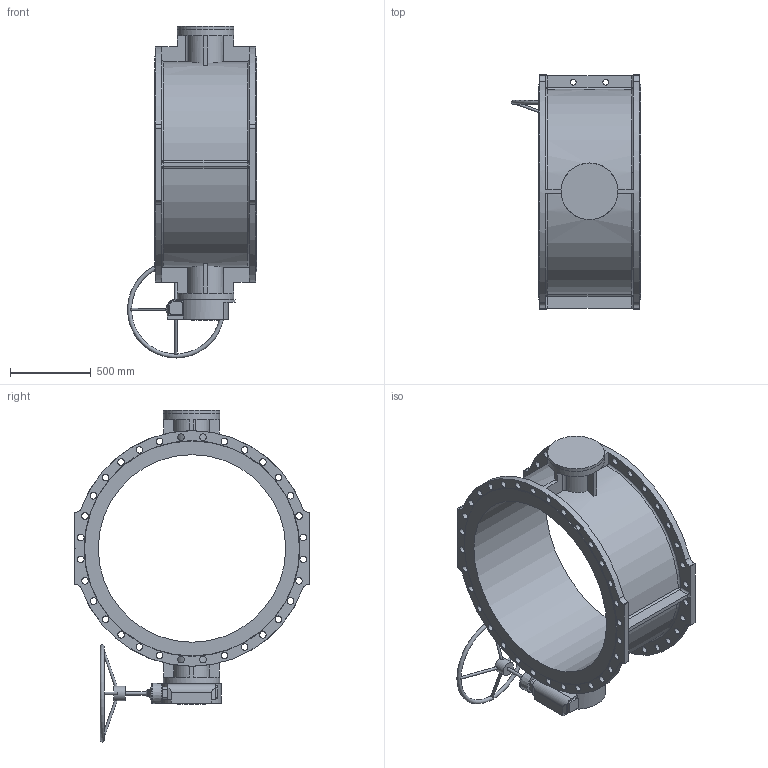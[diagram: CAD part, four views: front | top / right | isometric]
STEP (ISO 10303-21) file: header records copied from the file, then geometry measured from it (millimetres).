
FILE_DESCRIPTION (( 'STEP AP203' ), '1' );
FILE_NAME ('O_756_1_DN1200_0XXXXXX_AA0.step', '2018-04-13T05:51:59', ( 'Windows User' ), ( 'AVK' ), 'SwSTEP 2.0', 'SolidWorks 2012', '' );
FILE_SCHEMA (( 'CONFIG_CONTROL_DESIGN' ));
Length unit declared in the file: millimetre
Products named in the file (1): O_756_1_DN1200_0XXXXXX_AA0
Bounding box: 796.96 x 1455 x 2050.45 mm (x, y, z)
Volume: 207098052.2 mm3; surface area: 8490265.4 mm2
Topology: 1 solids, 1 shells, 333 faces, 987 edges, 668 vertices
Faces by surface type: cylinder 136, plane 115, bspline 54, torus 16, sphere 8, cone 4
Full cylindrical faces by diameter (mm): 16 x4, 20 x1, 35 x2, 41 x64, 44.04 x1, 90 x1, 170 x1, 350 x3, 1158 x1, 1328 x2
Entity records: 13053 total; most frequent: CARTESIAN_POINT 4987, ORIENTED_EDGE 1636, DIRECTION 1440, EDGE_CURVE 818, VERTEX_POINT 592, EDGE_LOOP 578, AXIS2_PLACEMENT_3D 575, FACE_OUTER_BOUND 419
